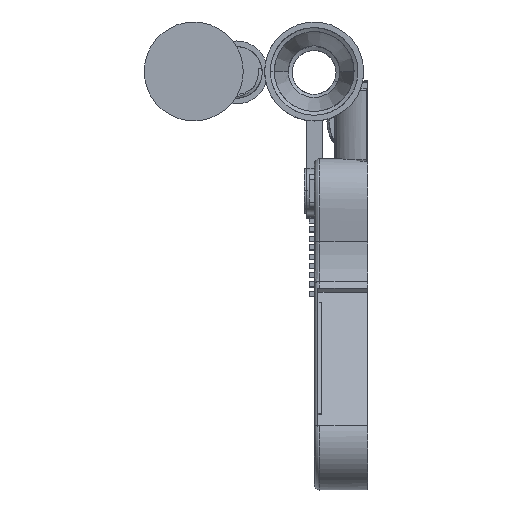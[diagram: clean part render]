
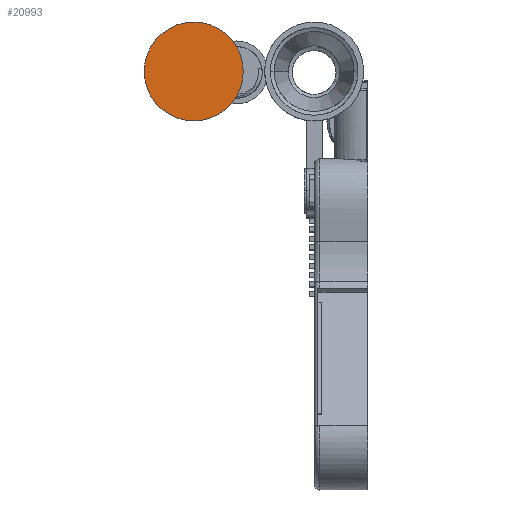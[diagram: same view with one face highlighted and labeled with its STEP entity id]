
A CAD part, top view. The second image highlights one B-rep face of the part: STEP entity #20993.
In plain terms, the highlighted planar face has unit normal (0, 0, 1).
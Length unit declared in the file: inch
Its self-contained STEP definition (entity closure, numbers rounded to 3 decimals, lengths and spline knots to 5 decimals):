
#118 = FACE_OUTER_BOUND ( 'NONE', #19687, .T. ) ;
#582 = CARTESIAN_POINT ( 'NONE',  ( -2.44633, 2.12383, 4.76591 ) ) ;
#1150 = AXIS2_PLACEMENT_3D ( 'NONE', #8197, #22716, #11407 ) ;
#1263 = ORIENTED_EDGE ( 'NONE', *, *, #5478, .T. ) ;
#3009 = CARTESIAN_POINT ( 'NONE',  ( -1.75036, 2.12383, 4.76591 ) ) ;
#4056 = DIRECTION ( 'NONE',  ( 0., 0., 1. ) ) ;
#4426 = AXIS2_PLACEMENT_3D ( 'NONE', #582, #20347, #7485 ) ;
#5478 = EDGE_CURVE ( 'NONE', #22276, #23068, #15085, .T. ) ;
#5722 = PLANE ( 'NONE',  #6748 ) ;
#6748 = AXIS2_PLACEMENT_3D ( 'NONE', #7266, #4056, #11069 ) ;
#7266 = CARTESIAN_POINT ( 'NONE',  ( -2.44633, 2.12383, 4.76591 ) ) ;
#7485 = DIRECTION ( 'NONE',  ( 1., 0., 0. ) ) ;
#8197 = CARTESIAN_POINT ( 'NONE',  ( -2.44633, 2.12383, 4.76591 ) ) ;
#8968 = CIRCLE ( 'NONE', #4426, 0.69597 ) ;
#11069 = DIRECTION ( 'NONE',  ( 1., 0., 0. ) ) ;
#11407 = DIRECTION ( 'NONE',  ( 1., 0., 0. ) ) ;
#15085 = CIRCLE ( 'NONE', #1150, 0.69597 ) ;
#15189 = CARTESIAN_POINT ( 'NONE',  ( -3.1423, 2.12383, 4.76591 ) ) ;
#18292 = EDGE_CURVE ( 'NONE', #23068, #22276, #8968, .T. ) ;
#19687 = EDGE_LOOP ( 'NONE', ( #1263, #22339 ) ) ;
#20347 = DIRECTION ( 'NONE',  ( 0., 0., 1. ) ) ;
#20993 = ADVANCED_FACE ( 'NONE', ( #118 ), #5722, .T. ) ;
#22276 = VERTEX_POINT ( 'NONE', #15189 ) ;
#22339 = ORIENTED_EDGE ( 'NONE', *, *, #18292, .T. ) ;
#22716 = DIRECTION ( 'NONE',  ( 0., 0., 1. ) ) ;
#23068 = VERTEX_POINT ( 'NONE', #3009 ) ;
